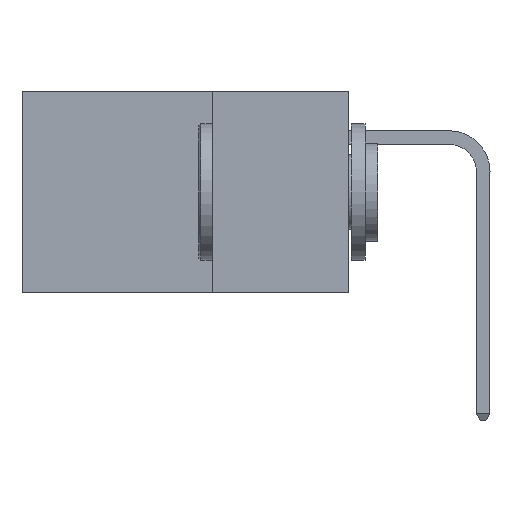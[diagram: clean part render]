
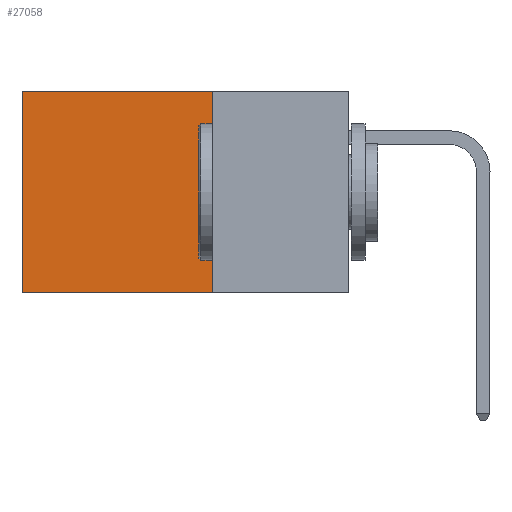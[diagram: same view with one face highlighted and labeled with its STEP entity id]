
A CAD part, left-side view. The second image highlights one B-rep face of the part: STEP entity #27058.
In plain terms, the highlighted planar face has unit normal (-1, 0, 0).
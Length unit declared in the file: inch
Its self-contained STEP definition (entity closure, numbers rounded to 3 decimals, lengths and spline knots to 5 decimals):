
#936 = ORIENTED_EDGE ( 'NONE', *, *, #33521, .T. ) ;
#2055 = LINE ( 'NONE', #36483, #17522 ) ;
#2308 = LINE ( 'NONE', #8226, #17766 ) ;
#2415 = PLANE ( 'NONE',  #32935 ) ;
#3255 = ORIENTED_EDGE ( 'NONE', *, *, #30946, .T. ) ;
#3367 = CARTESIAN_POINT ( 'NONE',  ( 0.2875, 0.6, 0. ) ) ;
#3547 = VERTEX_POINT ( 'NONE', #8167 ) ;
#5076 = CARTESIAN_POINT ( 'NONE',  ( 0.2875, 0.25, 0. ) ) ;
#5562 = CARTESIAN_POINT ( 'NONE',  ( 0.2875, 0.25, 0. ) ) ;
#8167 = CARTESIAN_POINT ( 'NONE',  ( 0.2875, 0.25, -0.37 ) ) ;
#8197 = ORIENTED_EDGE ( 'NONE', *, *, #39533, .F. ) ;
#8226 = CARTESIAN_POINT ( 'NONE',  ( 0.2875, 0.25, -0.37 ) ) ;
#8579 = VERTEX_POINT ( 'NONE', #3367 ) ;
#8633 = DIRECTION ( 'NONE',  ( 0., 0., -1. ) ) ;
#11245 = DIRECTION ( 'NONE',  ( 0., 0., -1. ) ) ;
#14118 = FACE_OUTER_BOUND ( 'NONE', #36996, .T. ) ;
#15005 = CARTESIAN_POINT ( 'NONE',  ( 0.2875, 0.6, -0.37 ) ) ;
#17522 = VECTOR ( 'NONE', #21129, 39.37008 ) ;
#17766 = VECTOR ( 'NONE', #26633, 39.37008 ) ;
#18886 = VERTEX_POINT ( 'NONE', #15005 ) ;
#21129 = DIRECTION ( 'NONE',  ( 0., 1., 0. ) ) ;
#21638 = ORIENTED_EDGE ( 'NONE', *, *, #34034, .F. ) ;
#24141 = CARTESIAN_POINT ( 'NONE',  ( 0.2875, 0.6, 0. ) ) ;
#25961 = LINE ( 'NONE', #24141, #33147 ) ;
#26633 = DIRECTION ( 'NONE',  ( 0., 1., 0. ) ) ;
#27023 = DIRECTION ( 'NONE',  ( 1., 0., 0. ) ) ;
#27058 = ADVANCED_FACE ( 'NONE', ( #14118 ), #2415, .F. ) ;
#27250 = DIRECTION ( 'NONE',  ( 0., 0., -1. ) ) ;
#30629 = VERTEX_POINT ( 'NONE', #38215 ) ;
#30946 = EDGE_CURVE ( 'NONE', #30629, #8579, #2055, .T. ) ;
#32152 = LINE ( 'NONE', #5076, #39275 ) ;
#32935 = AXIS2_PLACEMENT_3D ( 'NONE', #5562, #27023, #8633 ) ;
#33147 = VECTOR ( 'NONE', #27250, 39.37008 ) ;
#33521 = EDGE_CURVE ( 'NONE', #8579, #18886, #25961, .T. ) ;
#34034 = EDGE_CURVE ( 'NONE', #30629, #3547, #32152, .T. ) ;
#36483 = CARTESIAN_POINT ( 'NONE',  ( 0.2875, 0.25, 0. ) ) ;
#36996 = EDGE_LOOP ( 'NONE', ( #936, #8197, #21638, #3255 ) ) ;
#38215 = CARTESIAN_POINT ( 'NONE',  ( 0.2875, 0.25, 0. ) ) ;
#39275 = VECTOR ( 'NONE', #11245, 39.37008 ) ;
#39533 = EDGE_CURVE ( 'NONE', #3547, #18886, #2308, .T. ) ;
